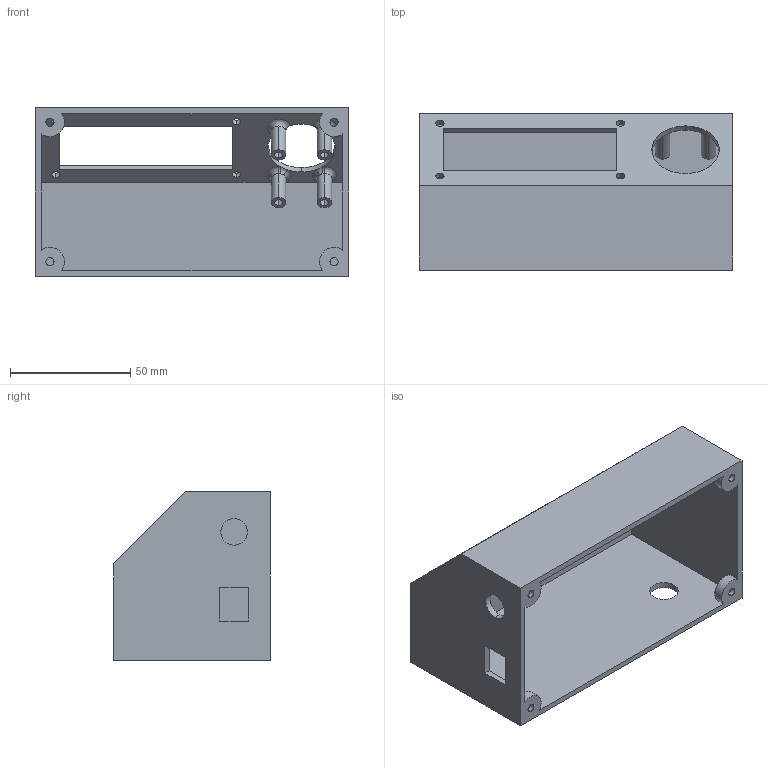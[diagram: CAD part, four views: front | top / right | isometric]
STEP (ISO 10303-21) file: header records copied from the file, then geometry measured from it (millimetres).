
FILE_DESCRIPTION (( 'STEP AP203' ), '1' );
FILE_NAME ('Êîðïóñ ïåðåäàò÷èêà.STEP', '2026-02-07T10:41:03', ( '' ), ( '' ), 'SwSTEP 2.0', 'SolidWorks 2024', '' );
FILE_SCHEMA (( 'CONFIG_CONTROL_DESIGN' ));
Length unit declared in the file: millimetre
Products named in the file (1): Корпус передатчика
Bounding box: 130 x 65 x 70 mm (x, y, z)
Volume: 71427.7 mm3; surface area: 59644 mm2
Topology: 1 solids, 1 shells, 118 faces, 332 edges, 216 vertices
Faces by surface type: plane 64, cylinder 44, torus 8, bspline 2
Entity records: 4107 total; most frequent: CARTESIAN_POINT 831, DIRECTION 682, ORIENTED_EDGE 664, EDGE_CURVE 332, AXIS2_PLACEMENT_3D 243, VERTEX_POINT 216, VECTOR 196, LINE 196
